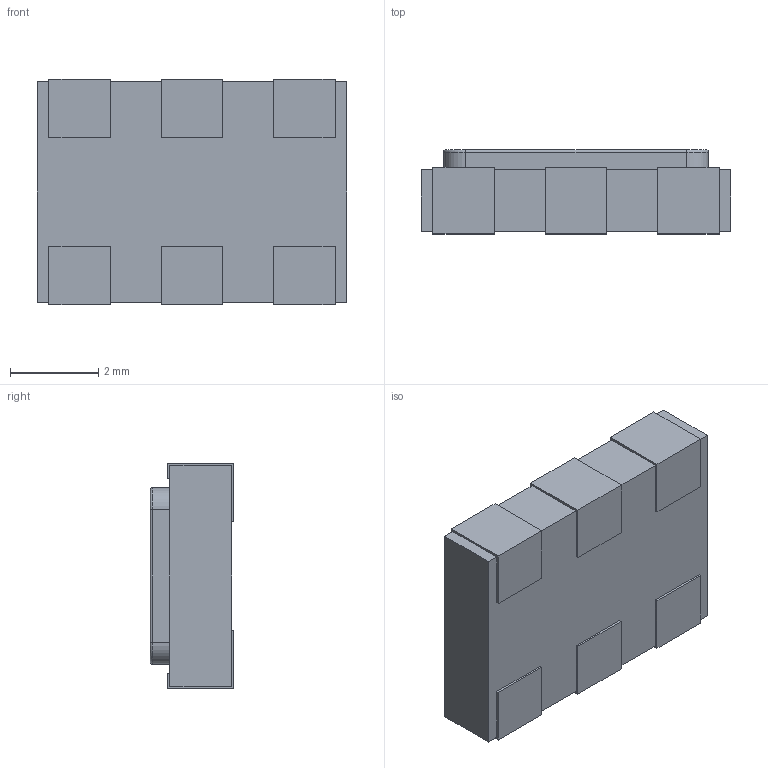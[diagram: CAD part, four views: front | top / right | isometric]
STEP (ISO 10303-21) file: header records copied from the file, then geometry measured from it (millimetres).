
FILE_DESCRIPTION (( 'STEP AP214' ), '1' );
FILE_NAME ( 'OSCSC6P254_700X500X190L127X140N.step', '2020-08-01T17:26:54', ( '' ), ( '' ), 'Part was generated with the free Library Expert Lite available at www.PCBLibraries.com. Removing line will violate the End User License Agreement.', '©2017 PCB Libraries, Inc.', '' );
FILE_SCHEMA (( 'AUTOMOTIVE_DESIGN' ));
Length unit declared in the file: millimetre
Products named in the file (1): OSCSC6P254_700X500X190L127X140N
Bounding box: 7 x 1.9 x 5.1 mm (x, y, z)
Volume: 61 mm3; surface area: 166.2 mm2
Topology: 7 solids, 7 shells, 86 faces, 202 edges, 132 vertices
Faces by surface type: plane 72, cylinder 8, torus 6
Entity records: 2780 total; most frequent: CARTESIAN_POINT 421, ORIENTED_EDGE 404, DIRECTION 402, EDGE_CURVE 202, VECTOR 176, LINE 176, VERTEX_POINT 132, AXIS2_PLACEMENT_3D 113
